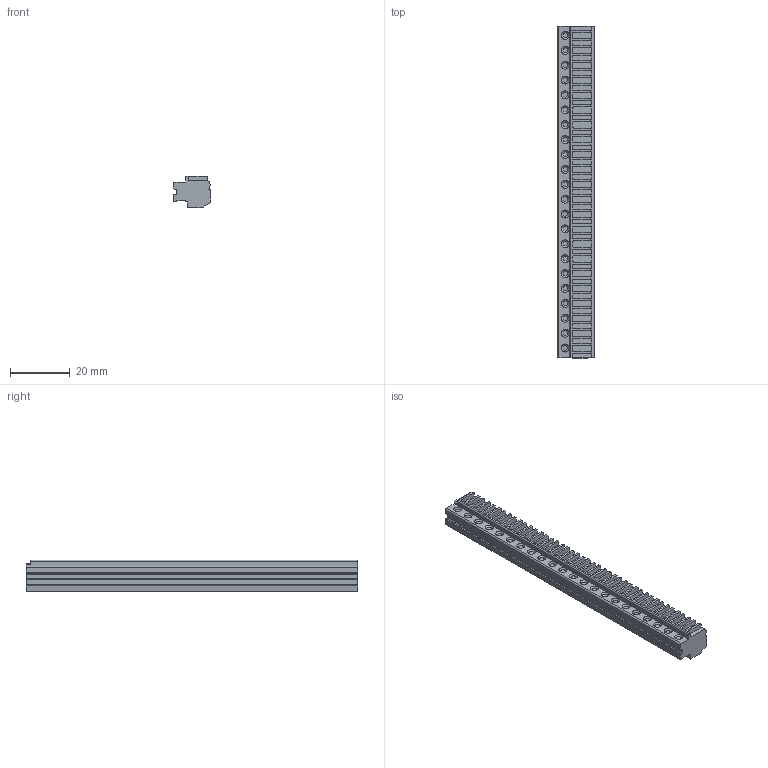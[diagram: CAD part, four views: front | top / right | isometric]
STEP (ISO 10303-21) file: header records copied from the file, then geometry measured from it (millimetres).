
FILE_DESCRIPTION((''),'2;1');
FILE_NAME('ASFD','2024-10-16T10:52:35',('tluser'),(''),'CREO PARAMETRIC BY PTC INC, 2018100','CREO PARAMETRIC BY PTC INC, 2018100','');
FILE_SCHEMA(('CONFIG_CONTROL_DESIGN'));
Length unit declared in the file: millimetre
Products named in the file (1): ASFD
Bounding box: 12.5 x 111.5 x 10.6 mm (x, y, z)
Volume: 10801.6 mm3; surface area: 6492 mm2
Topology: 1 solids, 1 shells, 837 faces, 2285 edges, 1516 vertices
Faces by surface type: plane 487, cylinder 262, cone 88
Entity records: 26953 total; most frequent: CARTESIAN_POINT 5276, ORIENTED_EDGE 4570, DIRECTION 4505, EDGE_CURVE 2285, VERTEX_POINT 1516, AXIS2_PLACEMENT_3D 1515, VECTOR 1475, LINE 1475
